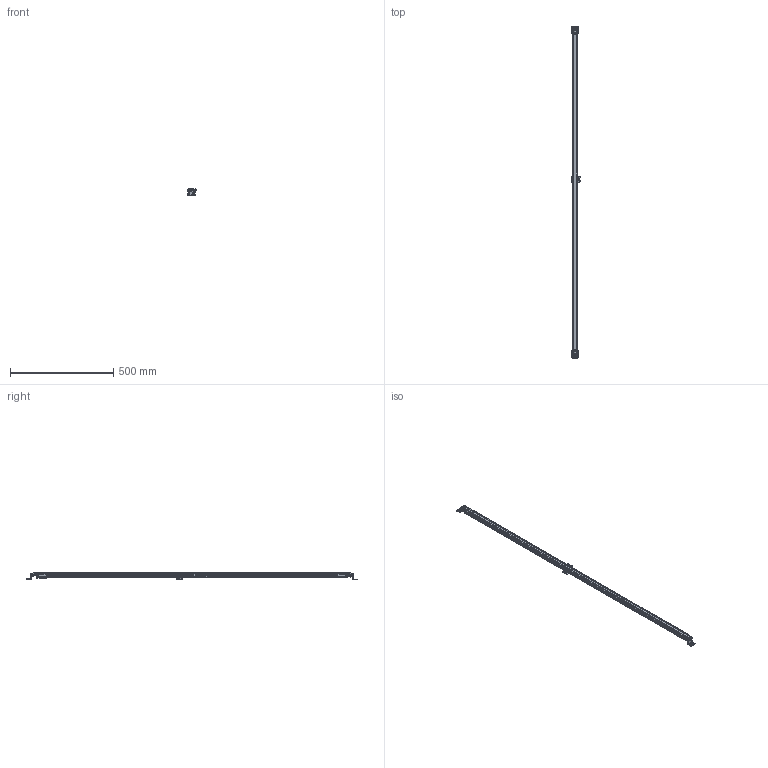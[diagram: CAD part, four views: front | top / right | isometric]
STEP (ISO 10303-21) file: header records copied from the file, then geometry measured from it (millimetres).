
FILE_DESCRIPTION((''),'2;1');
FILE_NAME('141907_SM01_ASM','2025-07-09T10:48:26',('banengservice'),('BANNER ENGINEERING'),'CREO PARAMETRIC BY PTC INC, 2022414','CREO PARAMETRIC BY PTC INC, 2022414','');
FILE_SCHEMA(('CONFIG_CONTROL_DESIGN'));
Products named in the file (6): 141907_EP01; EZS_OUTER_BRACKET_EP01; EZS_SIDE_BRACKET_EP01; EZS_SIDE_BRACKET_EP02; EZS_SIDE_BRACKET_SM01_ASM; 141907_SM01_ASM
Assembly tree (6 placements, depth 3):
  141907_SM01_ASM
    141907_EP01
    EZS_OUTER_BRACKET_EP01  x2
    EZS_SIDE_BRACKET_SM01_ASM
      EZS_SIDE_BRACKET_EP01
      EZS_SIDE_BRACKET_EP02
Bounding box: 41.2 x 1607.05 x 33.03 mm (x, y, z)
Volume: 951686.5 mm3; surface area: 224804.5 mm2
Topology: 5 solids, 5 shells, 2774 faces, 7937 edges, 4999 vertices
Faces by surface type: plane 1152, cylinder 970, bspline 326, torus 223, sphere 55, cone 48
Entity records: 241512 total; most frequent: CARTESIAN_POINT 178514, ORIENTED_EDGE 14316, DIRECTION 11779, EDGE_CURVE 7158, VERTEX_POINT 4515, VECTOR 4047, LINE 4047, AXIS2_PLACEMENT_3D 3866
